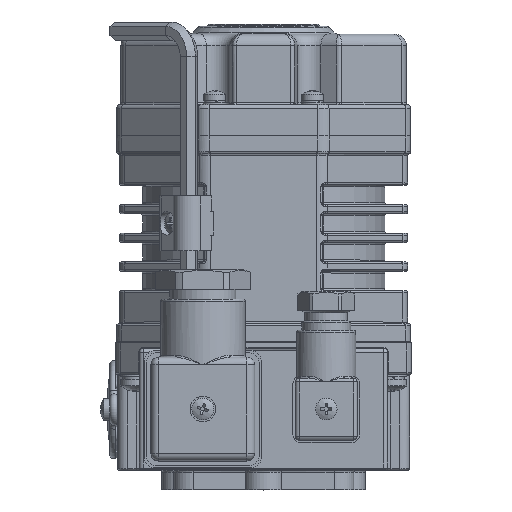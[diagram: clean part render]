
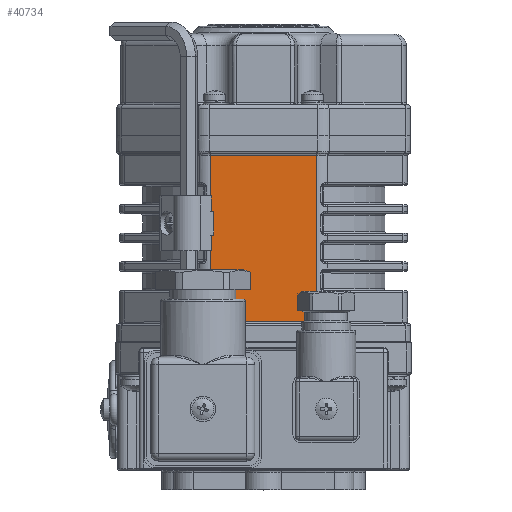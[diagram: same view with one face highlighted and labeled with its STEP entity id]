
A CAD part, top view. The second image highlights one B-rep face of the part: STEP entity #40734.
In plain terms, the highlighted face is planar.
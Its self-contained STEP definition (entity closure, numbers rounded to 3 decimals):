
#11017=ORIENTED_EDGE('',*,*,#17760,.T.);
#11018=ORIENTED_EDGE('',*,*,#16781,.T.);
#11019=ORIENTED_EDGE('',*,*,#17761,.T.);
#11020=ORIENTED_EDGE('',*,*,#16749,.T.);
#16749=EDGE_CURVE('',#20796,#20795,#23276,.T.);
#16781=EDGE_CURVE('',#20812,#20811,#23284,.T.);
#17760=EDGE_CURVE('',#20795,#20812,#23708,.T.);
#17761=EDGE_CURVE('',#20811,#20796,#23709,.T.);
#20795=VERTEX_POINT('',#67043);
#20796=VERTEX_POINT('',#67047);
#20811=VERTEX_POINT('',#67107);
#20812=VERTEX_POINT('',#67111);
#23276=LINE('',#67048,#25341);
#23284=LINE('',#67112,#25349);
#23708=LINE('',#70370,#25773);
#23709=LINE('',#70371,#25774);
#25341=VECTOR('',#50949,1000.);
#25349=VECTOR('',#51037,1000.);
#25773=VECTOR('',#53185,1000.);
#25774=VECTOR('',#53186,1000.);
#28040=EDGE_LOOP('',(#11017,#11018,#11019,#11020));
#30592=FACE_BOUND('',#28040,.T.);
#31891=PLANE('',#44509);
#40734=ADVANCED_FACE('',(#30592),#31891,.F.);
#44509=AXIS2_PLACEMENT_3D('',#70369,#53183,#53184);
#50949=DIRECTION('',(0.,0.,-1.));
#51037=DIRECTION('',(0.,0.,1.));
#53183=DIRECTION('',(1.,0.,0.));
#53184=DIRECTION('',(0.,0.,-1.));
#53185=DIRECTION('',(0.,-1.,0.));
#53186=DIRECTION('',(0.,1.,0.));
#67043=CARTESIAN_POINT('',(-36.75,21.25,-13.565));
#67047=CARTESIAN_POINT('',(-36.75,21.25,13.565));
#67048=CARTESIAN_POINT('',(-36.75,21.25,-13.565));
#67107=CARTESIAN_POINT('',(-36.75,-21.25,13.565));
#67111=CARTESIAN_POINT('',(-36.75,-21.25,-13.565));
#67112=CARTESIAN_POINT('',(-36.75,-21.25,13.565));
#70369=CARTESIAN_POINT('',(-36.75,26.25,-15.222));
#70370=CARTESIAN_POINT('',(-36.75,26.25,-13.565));
#70371=CARTESIAN_POINT('',(-36.75,26.25,13.565));
